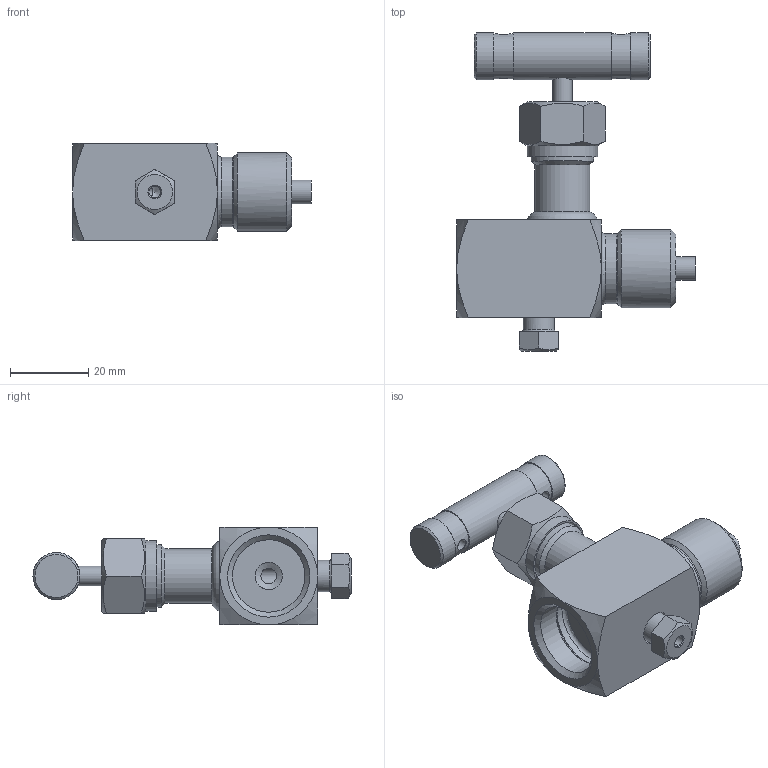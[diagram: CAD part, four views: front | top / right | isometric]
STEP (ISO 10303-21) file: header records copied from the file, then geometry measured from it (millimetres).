
FILE_DESCRIPTION(('STEP AP203'), '1');
FILE_NAME('武眍忮眚桦? 犭铌 耎102', '', ('UNSPECIFIED'), ('UNSPECIFIED'), 'C3D Converter', 'C3D Toolkit', '');
FILE_SCHEMA(('CONFIG_CONTROL_DESIGN'));
Length unit declared in the file: millimetre
Products named in the file (14): Одновентильный блок  ВX102; ТВПЕ.301156.004 СБ - Корпус блока одновентильного в сборе (эконом.); ТВПЕ.731162.036 - Корпус блока одновентильного (эконом.)_‘ ¬ аЄЁа®ўЄ®©; ТВПЕ.714561.022 - Корпус вентиля; Сварной шов блок одновентильный (бюджет.); ); ТВПЕ.715713.012 - Шток; ТВПЕ.753762.001 - Ручка;  A.M8x12 ѓЋ‘’ 11075-93; ТВПЕ.754176.001 - Сальник; ТВПЕ.713671.001 - Втулка прижимная; ТВПЕ.746612.006 - Гайка упорная; ТВПЕ.713671.002 - Шайба; ТВПЕ.715524.001 - Шток дренажного порта
Assembly tree (13 placements, depth 3):
  Одновентильный блок  ВX102
    ТВПЕ.301156.004 СБ - Корпус блока одновентильного в сборе (эконом.)
      ТВПЕ.731162.036 - Корпус блока одновентильного (эконом.)_‘ ¬ аЄЁа®ўЄ®©
      ТВПЕ.714561.022 - Корпус вентиля
      Сварной шов блок одновентильный (бюджет.)
  )
      ТВПЕ.715713.012 - Шток
      ТВПЕ.753762.001 - Ручка
   A.M8x12 ѓЋ‘’ 11075-93
      ТВПЕ.754176.001 - Сальник
      ТВПЕ.713671.001 - Втулка прижимная
      ТВПЕ.746612.006 - Гайка упорная
      ТВПЕ.713671.002 - Шайба
    ТВПЕ.715524.001 - Шток дренажного порта
Bounding box: 61 x 81.23 x 25 mm (x, y, z)
Volume: 35804.1 mm3; surface area: 18386.6 mm2
Topology: 11 solids, 11 shells, 175 faces, 382 edges, 240 vertices
Faces by surface type: plane 62, cylinder 57, cone 48, torus 8
Full cylindrical faces by diameter (mm): 3 x4, 4 x3, 4.6 x1, 4.918 x1, 5 x8, 5.2 x1, 5.5 x1, 6 x3, 6.3 x1, 6.647 x1, 6.75 x1, 7 x1, 8 x2, 9 x5, 11.5 x2, 12 x3, 12.5 x1, 14 x3, 15 x1, 16 x1, 16.5 x1, 17.8 x1, 18 x1, 18.5 x1, 20 x1, 20.7 x1
Entity records: 11788 total; most frequent: CARTESIAN_POINT 6218, DIRECTION 708, ORIENTED_EDGE 562, AXIS2_PLACEMENT_3D 327, EDGE_LOOP 311, EDGE_CURVE 281, VERTEX_POINT 236, FACE_BOUND 190
